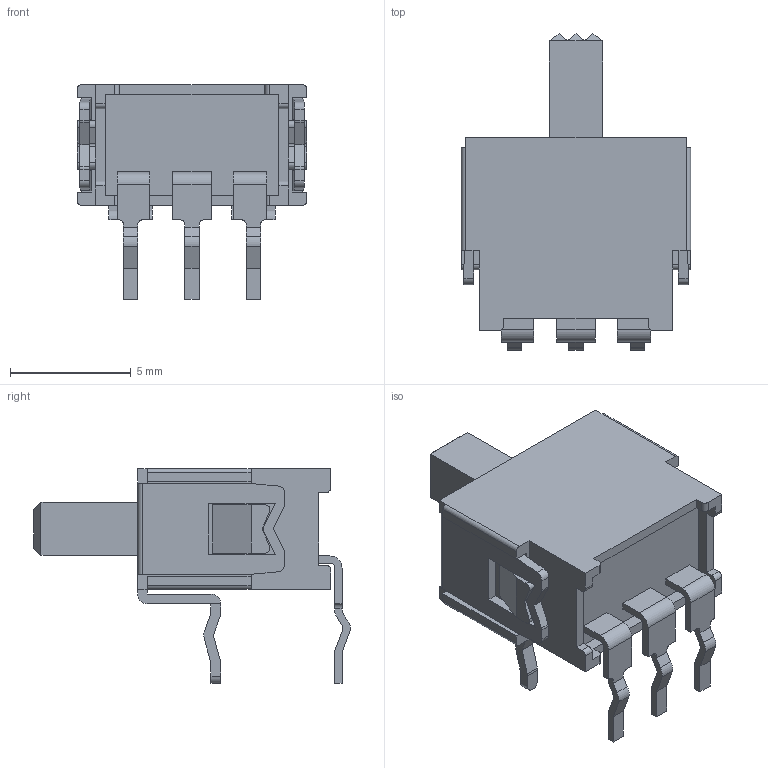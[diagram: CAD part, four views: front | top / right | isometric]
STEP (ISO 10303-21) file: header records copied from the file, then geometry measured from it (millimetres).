
FILE_DESCRIPTION(/* description */ ('STEP AP203'),/* implementation_level */ '2;1');
FILE_NAME(/* name */ 'AS1E-5M-10-Z',/* time_stamp */ '2023-10-13T14:21:01+02:00',/* author */ ('License CC BY-ND 4.0'),/* organization */ ('CADENAS'),/* preprocessor_version */ 'ST-DEVELOPER v19.3',/* originating_system */ 'PARTsolutions',/* authorisation */ ' ');
FILE_SCHEMA (('CONFIG_CONTROL_DESIGN'));
Length unit declared in the file: millimetre
Products named in the file (6): AS1E-5M-10-Z; 1007A; as_3004A; as_3004A-2; as_3004A-3; as_2008A6b
Assembly tree (5 placements, depth 2):
  AS1E-5M-10-Z
    1007A
    as_3004A
    as_3004A-2
    as_3004A-3
    as_2008A6b
Bounding box: 9.5 x 13.11 x 8.9 mm (x, y, z)
Volume: 342.9 mm3; surface area: 576.5 mm2
Topology: 5 solids, 5 shells, 277 faces, 771 edges, 506 vertices
Faces by surface type: plane 211, cylinder 66
Entity records: 10216 total; most frequent: CARTESIAN_POINT 1560, ORIENTED_EDGE 1542, DIRECTION 1469, EDGE_CURVE 771, LINE 639, VECTOR 639, VERTEX_POINT 506, AXIS2_PLACEMENT_3D 415
